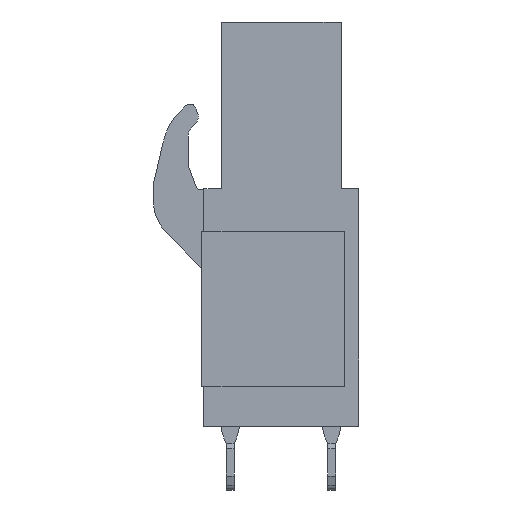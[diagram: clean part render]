
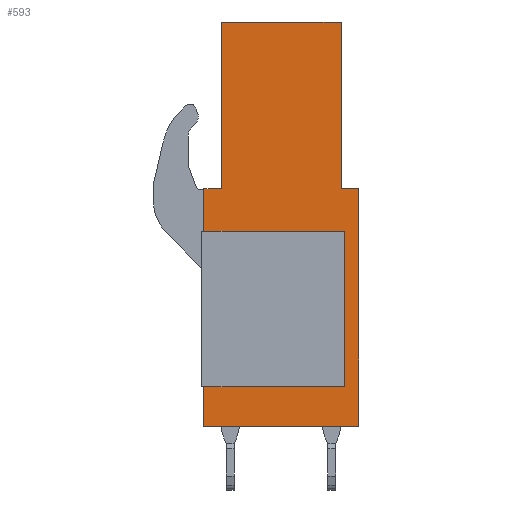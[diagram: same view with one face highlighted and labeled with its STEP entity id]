
A CAD part, left-side view. The second image highlights one B-rep face of the part: STEP entity #593.
In plain terms, the highlighted planar face has unit normal (-1, 0, 0).
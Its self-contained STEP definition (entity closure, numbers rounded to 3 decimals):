
#520=AXIS2_PLACEMENT_3D('Plane Axis2P3D',#517,#518,#519) ;
#36=CARTESIAN_POINT('Line Origine',(1.,3.875,23.45)) ;
#40=CARTESIAN_POINT('Vertex',(1.,0.875,23.45)) ;
#42=CARTESIAN_POINT('Vertex',(1.,6.875,23.45)) ;
#409=CARTESIAN_POINT('Vertex',(1.,7.75,3.2)) ;
#412=CARTESIAN_POINT('Line Origine',(1.,7.75,4.437)) ;
#416=CARTESIAN_POINT('Vertex',(1.,7.75,5.675)) ;
#423=CARTESIAN_POINT('Vertex',(1.,7.75,12.475)) ;
#426=CARTESIAN_POINT('Line Origine',(1.,7.75,13.787)) ;
#430=CARTESIAN_POINT('Vertex',(1.,7.75,15.1)) ;
#517=CARTESIAN_POINT('Axis2P3D Location',(1.,0.,0.)) ;
#522=CARTESIAN_POINT('Line Origine',(1.,4.225,12.475)) ;
#526=CARTESIAN_POINT('Vertex',(1.,0.7,12.475)) ;
#529=CARTESIAN_POINT('Line Origine',(1.,0.7,9.075)) ;
#533=CARTESIAN_POINT('Vertex',(1.,0.7,5.675)) ;
#536=CARTESIAN_POINT('Line Origine',(1.,4.225,5.675)) ;
#541=CARTESIAN_POINT('Line Origine',(1.,3.875,3.2)) ;
#545=CARTESIAN_POINT('Vertex',(1.,0.,3.2)) ;
#548=CARTESIAN_POINT('Line Origine',(1.,0.,9.15)) ;
#552=CARTESIAN_POINT('Vertex',(1.,0.,15.1)) ;
#555=CARTESIAN_POINT('Line Origine',(1.,0.438,15.1)) ;
#559=CARTESIAN_POINT('Vertex',(1.,0.875,15.1)) ;
#562=CARTESIAN_POINT('Line Origine',(1.,0.875,19.275)) ;
#567=CARTESIAN_POINT('Line Origine',(1.,6.875,19.275)) ;
#571=CARTESIAN_POINT('Vertex',(1.,6.875,15.1)) ;
#574=CARTESIAN_POINT('Line Origine',(1.,7.313,15.1)) ;
#37=DIRECTION('Vector Direction',(0.,1.,0.)) ;
#413=DIRECTION('Vector Direction',(0.,0.,1.)) ;
#427=DIRECTION('Vector Direction',(0.,0.,1.)) ;
#518=DIRECTION('Axis2P3D Direction',(1.,0.,0.)) ;
#519=DIRECTION('Axis2P3D XDirection',(0.,1.,0.)) ;
#523=DIRECTION('Vector Direction',(0.,-1.,0.)) ;
#530=DIRECTION('Vector Direction',(0.,0.,1.)) ;
#537=DIRECTION('Vector Direction',(0.,-1.,0.)) ;
#542=DIRECTION('Vector Direction',(0.,1.,0.)) ;
#549=DIRECTION('Vector Direction',(0.,0.,1.)) ;
#556=DIRECTION('Vector Direction',(0.,1.,0.)) ;
#563=DIRECTION('Vector Direction',(0.,0.,1.)) ;
#568=DIRECTION('Vector Direction',(0.,0.,1.)) ;
#575=DIRECTION('Vector Direction',(0.,-1.,0.)) ;
#38=VECTOR('Line Direction',#37,1.) ;
#414=VECTOR('Line Direction',#413,1.) ;
#428=VECTOR('Line Direction',#427,1.) ;
#524=VECTOR('Line Direction',#523,1.) ;
#531=VECTOR('Line Direction',#530,1.) ;
#538=VECTOR('Line Direction',#537,1.) ;
#543=VECTOR('Line Direction',#542,1.) ;
#550=VECTOR('Line Direction',#549,1.) ;
#557=VECTOR('Line Direction',#556,1.) ;
#564=VECTOR('Line Direction',#563,1.) ;
#569=VECTOR('Line Direction',#568,1.) ;
#576=VECTOR('Line Direction',#575,1.) ;
#580=ORIENTED_EDGE('',*,*,#528,.T.) ;
#581=ORIENTED_EDGE('',*,*,#535,.T.) ;
#582=ORIENTED_EDGE('',*,*,#540,.F.) ;
#583=ORIENTED_EDGE('',*,*,#418,.F.) ;
#584=ORIENTED_EDGE('',*,*,#547,.F.) ;
#585=ORIENTED_EDGE('',*,*,#554,.T.) ;
#586=ORIENTED_EDGE('',*,*,#561,.F.) ;
#587=ORIENTED_EDGE('',*,*,#566,.F.) ;
#588=ORIENTED_EDGE('',*,*,#44,.T.) ;
#589=ORIENTED_EDGE('',*,*,#573,.F.) ;
#590=ORIENTED_EDGE('',*,*,#578,.F.) ;
#591=ORIENTED_EDGE('',*,*,#432,.F.) ;
#593=ADVANCED_FACE('BLL5.08/17/180B 3.2SNOR 1682880000',(#592),#521,.F.) ;
#44=EDGE_CURVE('',#41,#43,#39,.T.) ;
#418=EDGE_CURVE('',#410,#417,#415,.T.) ;
#432=EDGE_CURVE('',#424,#431,#429,.T.) ;
#528=EDGE_CURVE('',#424,#527,#525,.T.) ;
#535=EDGE_CURVE('',#527,#534,#532,.F.) ;
#540=EDGE_CURVE('',#417,#534,#539,.T.) ;
#547=EDGE_CURVE('',#546,#410,#544,.T.) ;
#554=EDGE_CURVE('',#546,#553,#551,.T.) ;
#561=EDGE_CURVE('',#560,#553,#558,.F.) ;
#566=EDGE_CURVE('',#41,#560,#565,.F.) ;
#573=EDGE_CURVE('',#572,#43,#570,.T.) ;
#578=EDGE_CURVE('',#431,#572,#577,.T.) ;
#579=EDGE_LOOP('',(#580,#581,#582,#583,#584,#585,#586,#587,#588,#589,#590,#591)) ;
#592=FACE_OUTER_BOUND('',#579,.T.) ;
#39=LINE('Line',#36,#38) ;
#415=LINE('Line',#412,#414) ;
#429=LINE('Line',#426,#428) ;
#525=LINE('Line',#522,#524) ;
#532=LINE('Line',#529,#531) ;
#539=LINE('Line',#536,#538) ;
#544=LINE('Line',#541,#543) ;
#551=LINE('Line',#548,#550) ;
#558=LINE('Line',#555,#557) ;
#565=LINE('Line',#562,#564) ;
#570=LINE('Line',#567,#569) ;
#577=LINE('Line',#574,#576) ;
#521=PLANE('',#520) ;
#41=VERTEX_POINT('',#40) ;
#43=VERTEX_POINT('',#42) ;
#410=VERTEX_POINT('',#409) ;
#417=VERTEX_POINT('',#416) ;
#424=VERTEX_POINT('',#423) ;
#431=VERTEX_POINT('',#430) ;
#527=VERTEX_POINT('',#526) ;
#534=VERTEX_POINT('',#533) ;
#546=VERTEX_POINT('',#545) ;
#553=VERTEX_POINT('',#552) ;
#560=VERTEX_POINT('',#559) ;
#572=VERTEX_POINT('',#571) ;
